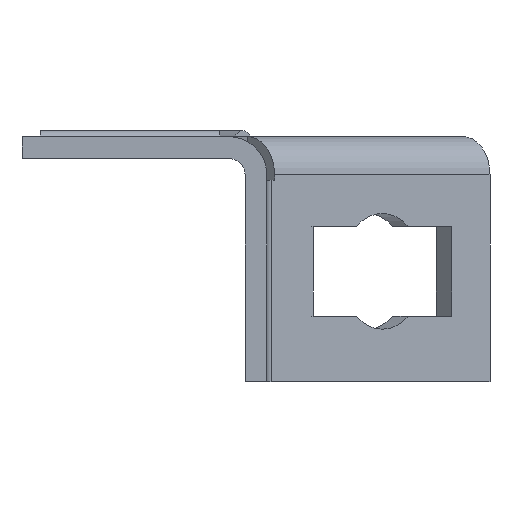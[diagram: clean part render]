
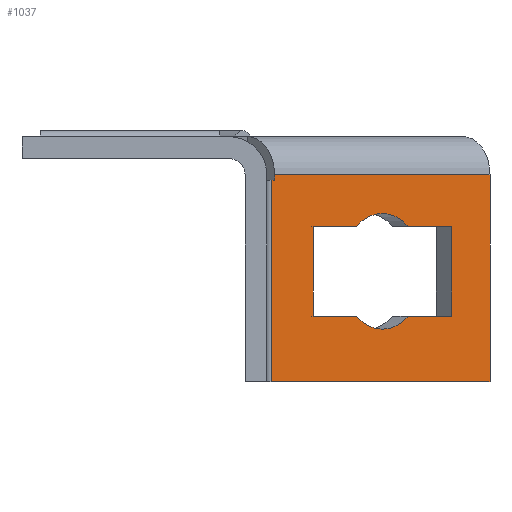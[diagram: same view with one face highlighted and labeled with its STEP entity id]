
A CAD part, front view. The second image highlights one B-rep face of the part: STEP entity #1037.
In plain terms, the highlighted planar face has unit normal (0.707, -0.707, 0).
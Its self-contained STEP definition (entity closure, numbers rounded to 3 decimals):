
#395=CARTESIAN_POINT('',(1.414,1.414,-4.0));
#396=VERTEX_POINT('',#395);
#403=CARTESIAN_POINT('',(1.414,1.414,-3.0));
#404=VERTEX_POINT('',#403);
#405=CARTESIAN_POINT('',(1.414,1.414,-3.0));
#406=DIRECTION('',(0.0,0.0,-1.0));
#407=VECTOR('',#406,1.);
#408=LINE('',#405,#407);
#409=EDGE_CURVE('',#404,#396,#408,.T.);
#468=CARTESIAN_POINT('',(25.976,25.976,-12.5));
#469=VERTEX_POINT('',#468);
#476=CARTESIAN_POINT('',(16.451,16.451,-12.5));
#477=VERTEX_POINT('',#476);
#478=CARTESIAN_POINT('',(21.213,21.213,-20.75));
#479=DIRECTION('',(-0.707,0.707,0.));
#480=DIRECTION('',(-0.447,-0.447,-0.775));
#481=AXIS2_PLACEMENT_3D('',#478,#479,#480);
#482=CIRCLE('',#481,10.65);
#483=EDGE_CURVE('',#477,#469,#482,.T.);
#508=CARTESIAN_POINT('',(8.485,8.485,-12.5));
#509=VERTEX_POINT('',#508);
#510=CARTESIAN_POINT('',(8.485,8.485,-12.5));
#511=DIRECTION('',(0.707,0.707,0.));
#512=VECTOR('',#511,11.265);
#513=LINE('',#510,#512);
#514=EDGE_CURVE('',#509,#477,#513,.T.);
#539=CARTESIAN_POINT('',(8.485,8.485,-29.));
#540=VERTEX_POINT('',#539);
#541=CARTESIAN_POINT('',(8.485,8.485,-29.));
#542=DIRECTION('',(0.0,0.0,1.0));
#543=VECTOR('',#542,16.5);
#544=LINE('',#541,#543);
#545=EDGE_CURVE('',#540,#509,#544,.T.);
#570=CARTESIAN_POINT('',(16.451,16.451,-29.));
#571=VERTEX_POINT('',#570);
#572=CARTESIAN_POINT('',(16.451,16.451,-29.));
#573=DIRECTION('',(-0.707,-0.707,0.));
#574=VECTOR('',#573,11.265);
#575=LINE('',#572,#574);
#576=EDGE_CURVE('',#571,#540,#575,.T.);
#602=CARTESIAN_POINT('',(25.976,25.976,-29.));
#603=VERTEX_POINT('',#602);
#604=CARTESIAN_POINT('',(21.213,21.213,-20.75));
#605=DIRECTION('',(-0.707,0.707,0.));
#606=DIRECTION('',(0.447,0.447,0.775));
#607=AXIS2_PLACEMENT_3D('',#604,#605,#606);
#608=CIRCLE('',#607,10.65);
#609=EDGE_CURVE('',#603,#571,#608,.T.);
#634=CARTESIAN_POINT('',(33.941,33.941,-29.));
#635=VERTEX_POINT('',#634);
#636=CARTESIAN_POINT('',(33.941,33.941,-29.));
#637=DIRECTION('',(-0.707,-0.707,0.));
#638=VECTOR('',#637,11.265);
#639=LINE('',#636,#638);
#640=EDGE_CURVE('',#635,#603,#639,.T.);
#665=CARTESIAN_POINT('',(33.941,33.941,-12.5));
#666=VERTEX_POINT('',#665);
#667=CARTESIAN_POINT('',(33.941,33.941,-12.5));
#668=DIRECTION('',(0.0,0.0,-1.0));
#669=VECTOR('',#668,16.5);
#670=LINE('',#667,#669);
#671=EDGE_CURVE('',#666,#635,#670,.T.);
#694=CARTESIAN_POINT('',(25.976,25.976,-12.5));
#695=DIRECTION('',(0.707,0.707,0.));
#696=VECTOR('',#695,11.265);
#697=LINE('',#694,#696);
#698=EDGE_CURVE('',#469,#666,#697,.T.);
#962=CARTESIAN_POINT('',(41.012,41.012,-3.0));
#963=VERTEX_POINT('',#962);
#964=CARTESIAN_POINT('',(1.414,1.414,-3.0));
#965=DIRECTION('',(0.707,0.707,0.0));
#966=VECTOR('',#965,56.);
#967=LINE('',#964,#966);
#968=EDGE_CURVE('',#404,#963,#967,.T.);
#988=CARTESIAN_POINT('',(41.012,41.012,0.0));
#989=DIRECTION('',(0.707,-0.707,0.0));
#990=DIRECTION('',(0.0,0.0,-1.0));
#991=AXIS2_PLACEMENT_3D('',#988,#989,#990);
#992=PLANE('',#991);
#993=ORIENTED_EDGE('',*,*,#968,.F.);
#994=ORIENTED_EDGE('',*,*,#409,.T.);
#995=CARTESIAN_POINT('',(0.879,0.879,-4.0));
#996=VERTEX_POINT('',#995);
#997=CARTESIAN_POINT('',(1.414,1.414,-4.0));
#998=DIRECTION('',(-0.707,-0.707,0.0));
#999=VECTOR('',#998,0.757);
#1000=LINE('',#997,#999);
#1001=EDGE_CURVE('',#396,#996,#1000,.T.);
#1002=ORIENTED_EDGE('',*,*,#1001,.T.);
#1003=CARTESIAN_POINT('',(0.879,0.879,-41.));
#1004=VERTEX_POINT('',#1003);
#1005=CARTESIAN_POINT('',(0.879,0.879,-41.));
#1006=DIRECTION('',(0.0,0.0,1.0));
#1007=VECTOR('',#1006,37.);
#1008=LINE('',#1005,#1007);
#1009=EDGE_CURVE('',#1004,#996,#1008,.T.);
#1010=ORIENTED_EDGE('',*,*,#1009,.F.);
#1011=CARTESIAN_POINT('',(41.012,41.012,-41.));
#1012=VERTEX_POINT('',#1011);
#1013=CARTESIAN_POINT('',(0.879,0.879,-41.));
#1014=DIRECTION('',(0.707,0.707,0.0));
#1015=VECTOR('',#1014,56.757);
#1016=LINE('',#1013,#1015);
#1017=EDGE_CURVE('',#1004,#1012,#1016,.T.);
#1018=ORIENTED_EDGE('',*,*,#1017,.T.);
#1019=CARTESIAN_POINT('',(41.012,41.012,-41.));
#1020=DIRECTION('',(0.0,0.0,1.0));
#1021=VECTOR('',#1020,38.);
#1022=LINE('',#1019,#1021);
#1023=EDGE_CURVE('',#1012,#963,#1022,.T.);
#1024=ORIENTED_EDGE('',*,*,#1023,.T.);
#1025=EDGE_LOOP('',(#993,#994,#1002,#1010,#1018,#1024));
#1026=FACE_OUTER_BOUND('',#1025,.T.);
#1027=ORIENTED_EDGE('',*,*,#609,.T.);
#1028=ORIENTED_EDGE('',*,*,#576,.T.);
#1029=ORIENTED_EDGE('',*,*,#545,.T.);
#1030=ORIENTED_EDGE('',*,*,#514,.T.);
#1031=ORIENTED_EDGE('',*,*,#483,.T.);
#1032=ORIENTED_EDGE('',*,*,#698,.T.);
#1033=ORIENTED_EDGE('',*,*,#671,.T.);
#1034=ORIENTED_EDGE('',*,*,#640,.T.);
#1035=EDGE_LOOP('',(#1027,#1028,#1029,#1030,#1031,#1032,#1033,#1034));
#1036=FACE_BOUND('',#1035,.T.);
#1037=ADVANCED_FACE('',(#1026,#1036),#992,.T.);
